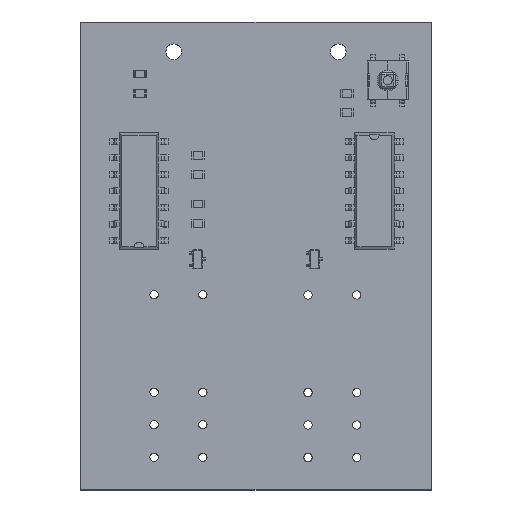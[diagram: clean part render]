
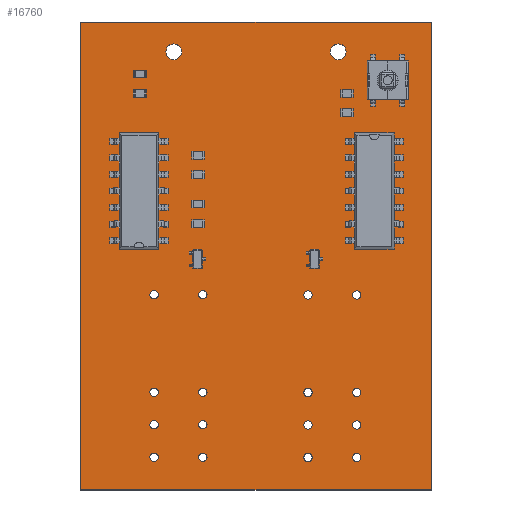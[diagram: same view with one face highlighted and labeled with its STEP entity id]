
A CAD part, top view. The second image highlights one B-rep face of the part: STEP entity #16760.
In plain terms, the highlighted planar face has unit normal (0, 0, 1).
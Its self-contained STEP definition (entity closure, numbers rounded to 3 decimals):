
#16450 = VERTEX_POINT('',#16451);
#16451 = CARTESIAN_POINT('',(202.,-120.,1.6));
#16457 = EDGE_CURVE('',#16450,#16458,#16460,.T.);
#16458 = VERTEX_POINT('',#16459);
#16459 = CARTESIAN_POINT('',(148.,-120.,1.6));
#16460 = LINE('',#16461,#16462);
#16461 = CARTESIAN_POINT('',(202.,-120.,1.6));
#16462 = VECTOR('',#16463,1.);
#16463 = DIRECTION('',(-1.,0.,0.));
#16490 = VERTEX_POINT('',#16491);
#16491 = CARTESIAN_POINT('',(202.,-48.,1.6));
#16497 = EDGE_CURVE('',#16490,#16450,#16498,.T.);
#16498 = LINE('',#16499,#16500);
#16499 = CARTESIAN_POINT('',(202.,-48.,1.6));
#16500 = VECTOR('',#16501,1.);
#16501 = DIRECTION('',(0.,-1.,0.));
#16519 = EDGE_CURVE('',#16458,#16520,#16522,.T.);
#16520 = VERTEX_POINT('',#16521);
#16521 = CARTESIAN_POINT('',(148.,-48.,1.6));
#16522 = LINE('',#16523,#16524);
#16523 = CARTESIAN_POINT('',(148.,-120.,1.6));
#16524 = VECTOR('',#16525,1.);
#16525 = DIRECTION('',(0.,1.,0.));
#16760 = ADVANCED_FACE('',(#16761,#16772,#16783,#16794,#16805,#16816,
    #16827,#16838,#16849,#16860,#16871,#16882,#16893,#16904,#16915,
    #16926,#16937,#16948,#16959),#16970,.T.);
#16761 = FACE_BOUND('',#16762,.T.);
#16762 = EDGE_LOOP('',(#16763,#16764,#16765,#16771));
#16763 = ORIENTED_EDGE('',*,*,#16457,.F.);
#16764 = ORIENTED_EDGE('',*,*,#16497,.F.);
#16765 = ORIENTED_EDGE('',*,*,#16766,.F.);
#16766 = EDGE_CURVE('',#16520,#16490,#16767,.T.);
#16767 = LINE('',#16768,#16769);
#16768 = CARTESIAN_POINT('',(148.,-48.,1.6));
#16769 = VECTOR('',#16770,1.);
#16770 = DIRECTION('',(1.,0.,0.));
#16771 = ORIENTED_EDGE('',*,*,#16519,.F.);
#16772 = FACE_BOUND('',#16773,.T.);
#16773 = EDGE_LOOP('',(#16774));
#16774 = ORIENTED_EDGE('',*,*,#16775,.T.);
#16775 = EDGE_CURVE('',#16776,#16776,#16778,.T.);
#16776 = VERTEX_POINT('',#16777);
#16777 = CARTESIAN_POINT('',(159.313,-115.613,1.6));
#16778 = CIRCLE('',#16779,0.65);
#16779 = AXIS2_PLACEMENT_3D('',#16780,#16781,#16782);
#16780 = CARTESIAN_POINT('',(159.313,-114.963,1.6));
#16781 = DIRECTION('',(-0.,0.,-1.));
#16782 = DIRECTION('',(-0.,-1.,0.));
#16783 = FACE_BOUND('',#16784,.T.);
#16784 = EDGE_LOOP('',(#16785));
#16785 = ORIENTED_EDGE('',*,*,#16786,.T.);
#16786 = EDGE_CURVE('',#16787,#16787,#16789,.T.);
#16787 = VERTEX_POINT('',#16788);
#16788 = CARTESIAN_POINT('',(159.313,-110.613,1.6));
#16789 = CIRCLE('',#16790,0.65);
#16790 = AXIS2_PLACEMENT_3D('',#16791,#16792,#16793);
#16791 = CARTESIAN_POINT('',(159.313,-109.963,1.6));
#16792 = DIRECTION('',(-0.,0.,-1.));
#16793 = DIRECTION('',(-0.,-1.,0.));
#16794 = FACE_BOUND('',#16795,.T.);
#16795 = EDGE_LOOP('',(#16796));
#16796 = ORIENTED_EDGE('',*,*,#16797,.T.);
#16797 = EDGE_CURVE('',#16798,#16798,#16800,.T.);
#16798 = VERTEX_POINT('',#16799);
#16799 = CARTESIAN_POINT('',(159.313,-105.613,1.6));
#16800 = CIRCLE('',#16801,0.65);
#16801 = AXIS2_PLACEMENT_3D('',#16802,#16803,#16804);
#16802 = CARTESIAN_POINT('',(159.313,-104.963,1.6));
#16803 = DIRECTION('',(-0.,0.,-1.));
#16804 = DIRECTION('',(-0.,-1.,0.));
#16805 = FACE_BOUND('',#16806,.T.);
#16806 = EDGE_LOOP('',(#16807));
#16807 = ORIENTED_EDGE('',*,*,#16808,.T.);
#16808 = EDGE_CURVE('',#16809,#16809,#16811,.T.);
#16809 = VERTEX_POINT('',#16810);
#16810 = CARTESIAN_POINT('',(166.813,-115.613,1.6));
#16811 = CIRCLE('',#16812,0.65);
#16812 = AXIS2_PLACEMENT_3D('',#16813,#16814,#16815);
#16813 = CARTESIAN_POINT('',(166.813,-114.963,1.6));
#16814 = DIRECTION('',(-0.,0.,-1.));
#16815 = DIRECTION('',(-0.,-1.,0.));
#16816 = FACE_BOUND('',#16817,.T.);
#16817 = EDGE_LOOP('',(#16818));
#16818 = ORIENTED_EDGE('',*,*,#16819,.T.);
#16819 = EDGE_CURVE('',#16820,#16820,#16822,.T.);
#16820 = VERTEX_POINT('',#16821);
#16821 = CARTESIAN_POINT('',(166.813,-110.613,1.6));
#16822 = CIRCLE('',#16823,0.65);
#16823 = AXIS2_PLACEMENT_3D('',#16824,#16825,#16826);
#16824 = CARTESIAN_POINT('',(166.813,-109.963,1.6));
#16825 = DIRECTION('',(-0.,0.,-1.));
#16826 = DIRECTION('',(-0.,-1.,0.));
#16827 = FACE_BOUND('',#16828,.T.);
#16828 = EDGE_LOOP('',(#16829));
#16829 = ORIENTED_EDGE('',*,*,#16830,.T.);
#16830 = EDGE_CURVE('',#16831,#16831,#16833,.T.);
#16831 = VERTEX_POINT('',#16832);
#16832 = CARTESIAN_POINT('',(166.813,-105.613,1.6));
#16833 = CIRCLE('',#16834,0.65);
#16834 = AXIS2_PLACEMENT_3D('',#16835,#16836,#16837);
#16835 = CARTESIAN_POINT('',(166.813,-104.963,1.6));
#16836 = DIRECTION('',(-0.,0.,-1.));
#16837 = DIRECTION('',(-0.,-1.,0.));
#16838 = FACE_BOUND('',#16839,.T.);
#16839 = EDGE_LOOP('',(#16840));
#16840 = ORIENTED_EDGE('',*,*,#16841,.T.);
#16841 = EDGE_CURVE('',#16842,#16842,#16844,.T.);
#16842 = VERTEX_POINT('',#16843);
#16843 = CARTESIAN_POINT('',(159.313,-90.613,1.6));
#16844 = CIRCLE('',#16845,0.65);
#16845 = AXIS2_PLACEMENT_3D('',#16846,#16847,#16848);
#16846 = CARTESIAN_POINT('',(159.313,-89.963,1.6));
#16847 = DIRECTION('',(-0.,0.,-1.));
#16848 = DIRECTION('',(-0.,-1.,0.));
#16849 = FACE_BOUND('',#16850,.T.);
#16850 = EDGE_LOOP('',(#16851));
#16851 = ORIENTED_EDGE('',*,*,#16852,.T.);
#16852 = EDGE_CURVE('',#16853,#16853,#16855,.T.);
#16853 = VERTEX_POINT('',#16854);
#16854 = CARTESIAN_POINT('',(166.813,-90.613,1.6));
#16855 = CIRCLE('',#16856,0.65);
#16856 = AXIS2_PLACEMENT_3D('',#16857,#16858,#16859);
#16857 = CARTESIAN_POINT('',(166.813,-89.963,1.6));
#16858 = DIRECTION('',(-0.,0.,-1.));
#16859 = DIRECTION('',(-0.,-1.,0.));
#16860 = FACE_BOUND('',#16861,.T.);
#16861 = EDGE_LOOP('',(#16862));
#16862 = ORIENTED_EDGE('',*,*,#16863,.T.);
#16863 = EDGE_CURVE('',#16864,#16864,#16866,.T.);
#16864 = VERTEX_POINT('',#16865);
#16865 = CARTESIAN_POINT('',(183.,-115.65,1.6));
#16866 = CIRCLE('',#16867,0.65);
#16867 = AXIS2_PLACEMENT_3D('',#16868,#16869,#16870);
#16868 = CARTESIAN_POINT('',(183.,-115.,1.6));
#16869 = DIRECTION('',(-0.,0.,-1.));
#16870 = DIRECTION('',(-0.,-1.,0.));
#16871 = FACE_BOUND('',#16872,.T.);
#16872 = EDGE_LOOP('',(#16873));
#16873 = ORIENTED_EDGE('',*,*,#16874,.T.);
#16874 = EDGE_CURVE('',#16875,#16875,#16877,.T.);
#16875 = VERTEX_POINT('',#16876);
#16876 = CARTESIAN_POINT('',(183.,-110.65,1.6));
#16877 = CIRCLE('',#16878,0.65);
#16878 = AXIS2_PLACEMENT_3D('',#16879,#16880,#16881);
#16879 = CARTESIAN_POINT('',(183.,-110.,1.6));
#16880 = DIRECTION('',(-0.,0.,-1.));
#16881 = DIRECTION('',(-0.,-1.,0.));
#16882 = FACE_BOUND('',#16883,.T.);
#16883 = EDGE_LOOP('',(#16884));
#16884 = ORIENTED_EDGE('',*,*,#16885,.T.);
#16885 = EDGE_CURVE('',#16886,#16886,#16888,.T.);
#16886 = VERTEX_POINT('',#16887);
#16887 = CARTESIAN_POINT('',(183.,-105.65,1.6));
#16888 = CIRCLE('',#16889,0.65);
#16889 = AXIS2_PLACEMENT_3D('',#16890,#16891,#16892);
#16890 = CARTESIAN_POINT('',(183.,-105.,1.6));
#16891 = DIRECTION('',(-0.,0.,-1.));
#16892 = DIRECTION('',(-0.,-1.,0.));
#16893 = FACE_BOUND('',#16894,.T.);
#16894 = EDGE_LOOP('',(#16895));
#16895 = ORIENTED_EDGE('',*,*,#16896,.T.);
#16896 = EDGE_CURVE('',#16897,#16897,#16899,.T.);
#16897 = VERTEX_POINT('',#16898);
#16898 = CARTESIAN_POINT('',(190.5,-115.65,1.6));
#16899 = CIRCLE('',#16900,0.65);
#16900 = AXIS2_PLACEMENT_3D('',#16901,#16902,#16903);
#16901 = CARTESIAN_POINT('',(190.5,-115.,1.6));
#16902 = DIRECTION('',(-0.,0.,-1.));
#16903 = DIRECTION('',(-0.,-1.,0.));
#16904 = FACE_BOUND('',#16905,.T.);
#16905 = EDGE_LOOP('',(#16906));
#16906 = ORIENTED_EDGE('',*,*,#16907,.T.);
#16907 = EDGE_CURVE('',#16908,#16908,#16910,.T.);
#16908 = VERTEX_POINT('',#16909);
#16909 = CARTESIAN_POINT('',(190.5,-110.65,1.6));
#16910 = CIRCLE('',#16911,0.65);
#16911 = AXIS2_PLACEMENT_3D('',#16912,#16913,#16914);
#16912 = CARTESIAN_POINT('',(190.5,-110.,1.6));
#16913 = DIRECTION('',(-0.,0.,-1.));
#16914 = DIRECTION('',(-0.,-1.,0.));
#16915 = FACE_BOUND('',#16916,.T.);
#16916 = EDGE_LOOP('',(#16917));
#16917 = ORIENTED_EDGE('',*,*,#16918,.T.);
#16918 = EDGE_CURVE('',#16919,#16919,#16921,.T.);
#16919 = VERTEX_POINT('',#16920);
#16920 = CARTESIAN_POINT('',(190.5,-105.65,1.6));
#16921 = CIRCLE('',#16922,0.65);
#16922 = AXIS2_PLACEMENT_3D('',#16923,#16924,#16925);
#16923 = CARTESIAN_POINT('',(190.5,-105.,1.6));
#16924 = DIRECTION('',(-0.,0.,-1.));
#16925 = DIRECTION('',(-0.,-1.,0.));
#16926 = FACE_BOUND('',#16927,.T.);
#16927 = EDGE_LOOP('',(#16928));
#16928 = ORIENTED_EDGE('',*,*,#16929,.T.);
#16929 = EDGE_CURVE('',#16930,#16930,#16932,.T.);
#16930 = VERTEX_POINT('',#16931);
#16931 = CARTESIAN_POINT('',(183.,-90.65,1.6));
#16932 = CIRCLE('',#16933,0.65);
#16933 = AXIS2_PLACEMENT_3D('',#16934,#16935,#16936);
#16934 = CARTESIAN_POINT('',(183.,-90.,1.6));
#16935 = DIRECTION('',(-0.,0.,-1.));
#16936 = DIRECTION('',(-0.,-1.,0.));
#16937 = FACE_BOUND('',#16938,.T.);
#16938 = EDGE_LOOP('',(#16939));
#16939 = ORIENTED_EDGE('',*,*,#16940,.T.);
#16940 = EDGE_CURVE('',#16941,#16941,#16943,.T.);
#16941 = VERTEX_POINT('',#16942);
#16942 = CARTESIAN_POINT('',(190.5,-90.65,1.6));
#16943 = CIRCLE('',#16944,0.65);
#16944 = AXIS2_PLACEMENT_3D('',#16945,#16946,#16947);
#16945 = CARTESIAN_POINT('',(190.5,-90.,1.6));
#16946 = DIRECTION('',(-0.,0.,-1.));
#16947 = DIRECTION('',(-0.,-1.,0.));
#16948 = FACE_BOUND('',#16949,.T.);
#16949 = EDGE_LOOP('',(#16950));
#16950 = ORIENTED_EDGE('',*,*,#16951,.T.);
#16951 = EDGE_CURVE('',#16952,#16952,#16954,.T.);
#16952 = VERTEX_POINT('',#16953);
#16953 = CARTESIAN_POINT('',(162.35,-53.785,1.6));
#16954 = CIRCLE('',#16955,1.205);
#16955 = AXIS2_PLACEMENT_3D('',#16956,#16957,#16958);
#16956 = CARTESIAN_POINT('',(162.35,-52.58,1.6));
#16957 = DIRECTION('',(-0.,0.,-1.));
#16958 = DIRECTION('',(0.,-1.,0.));
#16959 = FACE_BOUND('',#16960,.T.);
#16960 = EDGE_LOOP('',(#16961));
#16961 = ORIENTED_EDGE('',*,*,#16962,.T.);
#16962 = EDGE_CURVE('',#16963,#16963,#16965,.T.);
#16963 = VERTEX_POINT('',#16964);
#16964 = CARTESIAN_POINT('',(187.65,-53.785,1.6));
#16965 = CIRCLE('',#16966,1.205);
#16966 = AXIS2_PLACEMENT_3D('',#16967,#16968,#16969);
#16967 = CARTESIAN_POINT('',(187.65,-52.58,1.6));
#16968 = DIRECTION('',(-0.,0.,-1.));
#16969 = DIRECTION('',(0.,-1.,-0.));
#16970 = PLANE('',#16971);
#16971 = AXIS2_PLACEMENT_3D('',#16972,#16973,#16974);
#16972 = CARTESIAN_POINT('',(0.,0.,1.6));
#16973 = DIRECTION('',(0.,0.,1.));
#16974 = DIRECTION('',(1.,0.,-0.));
